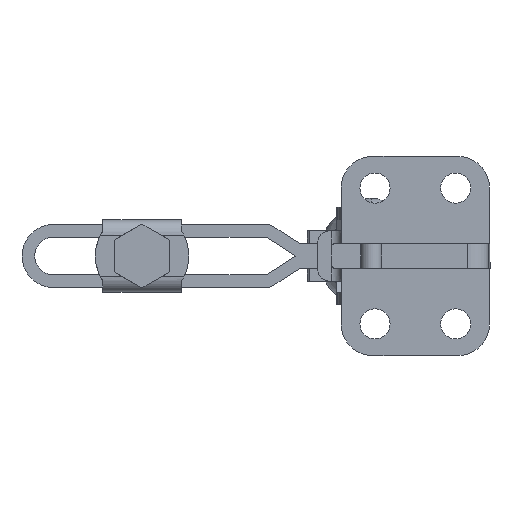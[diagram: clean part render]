
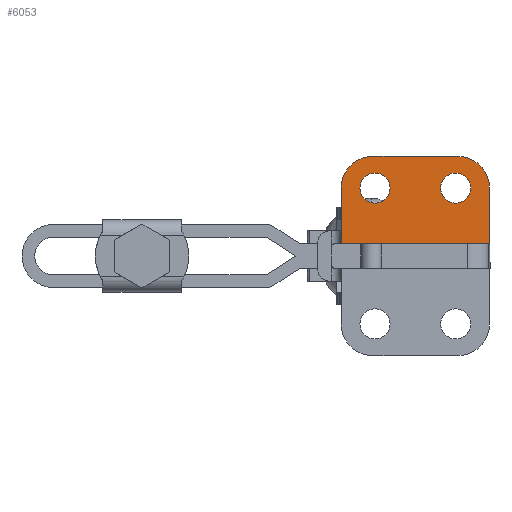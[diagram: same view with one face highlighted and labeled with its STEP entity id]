
A CAD part, front view. The second image highlights one B-rep face of the part: STEP entity #6053.
In plain terms, the highlighted planar face has unit normal (0, -1, 0).
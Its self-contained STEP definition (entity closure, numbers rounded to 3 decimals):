
#63 = ORIENTED_EDGE ( 'NONE', *, *, #3607, .F. ) ;
#452 = DIRECTION ( 'NONE',  ( -1., 0., 0. ) ) ;
#712 = CARTESIAN_POINT ( 'NONE',  ( -7.5, 0., 16. ) ) ;
#713 = DIRECTION ( 'NONE',  ( 0., -1., 0. ) ) ;
#729 = EDGE_LOOP ( 'NONE', ( #10995, #8675 ) ) ;
#758 = LINE ( 'NONE', #7328, #7434 ) ;
#858 = LINE ( 'NONE', #5034, #2888 ) ;
#883 = AXIS2_PLACEMENT_3D ( 'NONE', #5912, #713, #6786 ) ;
#1136 = AXIS2_PLACEMENT_3D ( 'NONE', #2209, #8322, #3089 ) ;
#1244 = VERTEX_POINT ( 'NONE', #5905 ) ;
#1274 = VERTEX_POINT ( 'NONE', #6795 ) ;
#1426 = ORIENTED_EDGE ( 'NONE', *, *, #4718, .T. ) ;
#1456 = CARTESIAN_POINT ( 'NONE',  ( -37.5, 0., 3. ) ) ;
#1583 = DIRECTION ( 'NONE',  ( -1., 0., 0. ) ) ;
#1603 = ORIENTED_EDGE ( 'NONE', *, *, #1996, .F. ) ;
#1880 = FACE_OUTER_BOUND ( 'NONE', #2981, .T. ) ;
#1943 = CARTESIAN_POINT ( 'NONE',  ( 0., 0., 16. ) ) ;
#1996 = EDGE_CURVE ( 'NONE', #3040, #1274, #758, .T. ) ;
#2053 = AXIS2_PLACEMENT_3D ( 'NONE', #2449, #8553, #3317 ) ;
#2096 = DIRECTION ( 'NONE',  ( 0., 0., -1. ) ) ;
#2209 = CARTESIAN_POINT ( 'NONE',  ( -27., 0., 16. ) ) ;
#2307 = AXIS2_PLACEMENT_3D ( 'NONE', #712, #6785, #1583 ) ;
#2449 = CARTESIAN_POINT ( 'NONE',  ( -27., 0., 16. ) ) ;
#2888 = VECTOR ( 'NONE', #4994, 1000. ) ;
#2981 = EDGE_LOOP ( 'NONE', ( #4232, #63, #1603, #4623, #1426, #8574 ) ) ;
#3024 = CARTESIAN_POINT ( 'NONE',  ( -11.55, 0., 16. ) ) ;
#3040 = VERTEX_POINT ( 'NONE', #1943 ) ;
#3089 = DIRECTION ( 'NONE',  ( -1., 0., 0. ) ) ;
#3291 = EDGE_CURVE ( 'NONE', #4698, #1244, #10170, .T. ) ;
#3317 = DIRECTION ( 'NONE',  ( -1., 0., 0. ) ) ;
#3444 = EDGE_CURVE ( 'NONE', #8156, #11293, #8219, .T. ) ;
#3607 = EDGE_CURVE ( 'NONE', #1274, #7251, #858, .T. ) ;
#3884 = CARTESIAN_POINT ( 'NONE',  ( -7.5, 0., 23.5 ) ) ;
#4074 = DIRECTION ( 'NONE',  ( 0., -1., 0. ) ) ;
#4232 = ORIENTED_EDGE ( 'NONE', *, *, #6692, .F. ) ;
#4371 = CARTESIAN_POINT ( 'NONE',  ( -27.5, 0., 23.5 ) ) ;
#4606 = CARTESIAN_POINT ( 'NONE',  ( -8., 0., 16. ) ) ;
#4623 = ORIENTED_EDGE ( 'NONE', *, *, #4846, .T. ) ;
#4698 = VERTEX_POINT ( 'NONE', #3024 ) ;
#4718 = EDGE_CURVE ( 'NONE', #5914, #7941, #5053, .T. ) ;
#4846 = EDGE_CURVE ( 'NONE', #3040, #5914, #9001, .T. ) ;
#4994 = DIRECTION ( 'NONE',  ( -1., 0., 0. ) ) ;
#5034 = CARTESIAN_POINT ( 'NONE',  ( 0., 0., 3. ) ) ;
#5053 = LINE ( 'NONE', #3884, #7117 ) ;
#5086 = CARTESIAN_POINT ( 'NONE',  ( -35., 0., 3. ) ) ;
#5098 = CARTESIAN_POINT ( 'NONE',  ( -35., 0., 16. ) ) ;
#5351 = CARTESIAN_POINT ( 'NONE',  ( -7.5, 0., 23.5 ) ) ;
#5498 = DIRECTION ( 'NONE',  ( -1., 0., 0. ) ) ;
#5568 = CARTESIAN_POINT ( 'NONE',  ( -30.55, 0., 16. ) ) ;
#5602 = EDGE_CURVE ( 'NONE', #7941, #8958, #8432, .T. ) ;
#5829 = DIRECTION ( 'NONE',  ( 1., 0., 0. ) ) ;
#5905 = CARTESIAN_POINT ( 'NONE',  ( -4.45, 0., 16. ) ) ;
#5912 = CARTESIAN_POINT ( 'NONE',  ( -8., 0., 16. ) ) ;
#5914 = VERTEX_POINT ( 'NONE', #5351 ) ;
#6047 = CARTESIAN_POINT ( 'NONE',  ( -35., 0., 3. ) ) ;
#6053 = ADVANCED_FACE ( 'NONE', ( #10926, #8551, #1880 ), #8430, .F. ) ;
#6074 = ORIENTED_EDGE ( 'NONE', *, *, #3291, .F. ) ;
#6692 = EDGE_CURVE ( 'NONE', #7251, #8958, #10908, .T. ) ;
#6785 = DIRECTION ( 'NONE',  ( 0., -1., 0. ) ) ;
#6786 = DIRECTION ( 'NONE',  ( -1., 0., 0. ) ) ;
#6795 = CARTESIAN_POINT ( 'NONE',  ( 0., 0., 3. ) ) ;
#7117 = VECTOR ( 'NONE', #452, 1000. ) ;
#7213 = EDGE_CURVE ( 'NONE', #1244, #4698, #10332, .T. ) ;
#7227 = EDGE_CURVE ( 'NONE', #11293, #8156, #7981, .T. ) ;
#7251 = VERTEX_POINT ( 'NONE', #5086 ) ;
#7328 = CARTESIAN_POINT ( 'NONE',  ( 0., 0., 3. ) ) ;
#7434 = VECTOR ( 'NONE', #2096, 1000. ) ;
#7778 = AXIS2_PLACEMENT_3D ( 'NONE', #4606, #10779, #5498 ) ;
#7808 = DIRECTION ( 'NONE',  ( 0., 0., 1. ) ) ;
#7941 = VERTEX_POINT ( 'NONE', #4371 ) ;
#7981 = CIRCLE ( 'NONE', #2053, 3.55 ) ;
#8156 = VERTEX_POINT ( 'NONE', #5568 ) ;
#8219 = CIRCLE ( 'NONE', #1136, 3.55 ) ;
#8322 = DIRECTION ( 'NONE',  ( 0., -1., 0. ) ) ;
#8369 = EDGE_LOOP ( 'NONE', ( #6074, #8588 ) ) ;
#8430 = PLANE ( 'NONE',  #10420 ) ;
#8432 = CIRCLE ( 'NONE', #9263, 7.5 ) ;
#8531 = VECTOR ( 'NONE', #7808, 1000. ) ;
#8551 = FACE_BOUND ( 'NONE', #729, .T. ) ;
#8553 = DIRECTION ( 'NONE',  ( 0., -1., 0. ) ) ;
#8574 = ORIENTED_EDGE ( 'NONE', *, *, #5602, .T. ) ;
#8588 = ORIENTED_EDGE ( 'NONE', *, *, #7213, .F. ) ;
#8675 = ORIENTED_EDGE ( 'NONE', *, *, #7227, .F. ) ;
#8958 = VERTEX_POINT ( 'NONE', #5098 ) ;
#9001 = CIRCLE ( 'NONE', #2307, 7.5 ) ;
#9263 = AXIS2_PLACEMENT_3D ( 'NONE', #9315, #4074, #10229 ) ;
#9315 = CARTESIAN_POINT ( 'NONE',  ( -27.5, 0., 16. ) ) ;
#10170 = CIRCLE ( 'NONE', #7778, 3.55 ) ;
#10229 = DIRECTION ( 'NONE',  ( -1., 0., 0. ) ) ;
#10332 = CIRCLE ( 'NONE', #883, 3.55 ) ;
#10420 = AXIS2_PLACEMENT_3D ( 'NONE', #1456, #11112, #5829 ) ;
#10487 = CARTESIAN_POINT ( 'NONE',  ( -23.45, 0., 16. ) ) ;
#10779 = DIRECTION ( 'NONE',  ( 0., -1., 0. ) ) ;
#10908 = LINE ( 'NONE', #6047, #8531 ) ;
#10926 = FACE_BOUND ( 'NONE', #8369, .T. ) ;
#10995 = ORIENTED_EDGE ( 'NONE', *, *, #3444, .F. ) ;
#11112 = DIRECTION ( 'NONE',  ( 0., 1., 0. ) ) ;
#11293 = VERTEX_POINT ( 'NONE', #10487 ) ;
